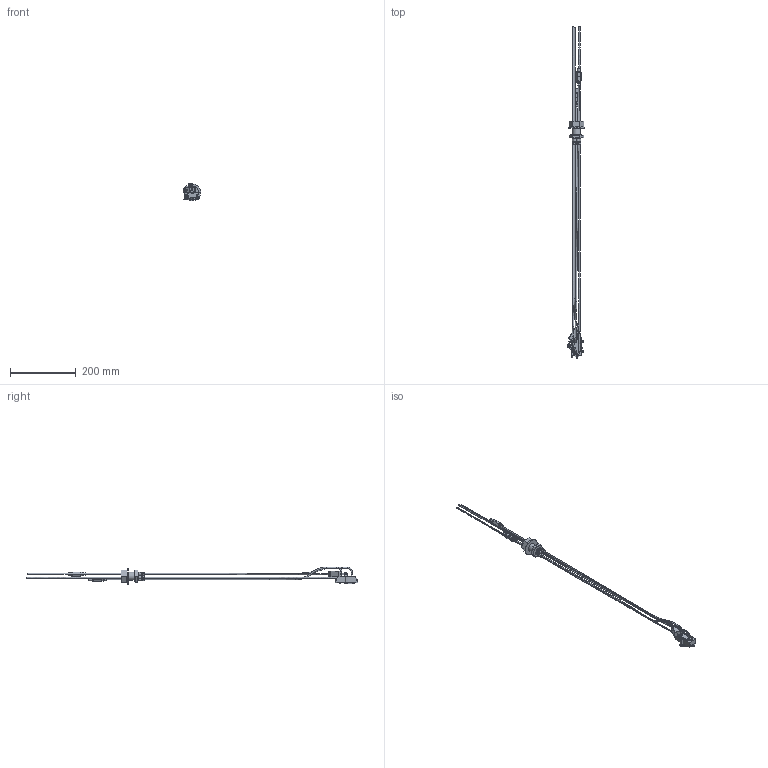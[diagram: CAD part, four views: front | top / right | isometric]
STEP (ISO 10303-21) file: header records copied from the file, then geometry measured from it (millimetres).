
FILE_DESCRIPTION(/* description */ ('Cool Drawer Standard Dual Sensor (CDD-AF38)'),/* implementation_level */ '2;1');
FILE_NAME(/* name */ 'CDD-AF38 - Cool Drawer Standard Dual Sensor (Outline Model rev.A).stp',/* time_stamp */ '2016-05-10T10:55:30-04:00',/* author */ ('Joel Plasencia'),/* organization */ ('INFICON'),/* preprocessor_version */ 'ST-DEVELOPER v11',/* originating_system */ 'SIEMENS PLM Software NX 7.5',/* authorisation */ 'Copyright© 2017 INFICON - ALL RIGHTS RESERVED');
FILE_SCHEMA (('AUTOMOTIVE_DESIGN { 1 0 10303 214 1 1 1 1 }'));
Products named in the file (1): CDD-AF38_A
Bounding box: 52.91 x 1012.45 x 52.95 mm (x, y, z)
Volume: 123835 mm3; surface area: 114293.4 mm2
Topology: 13 solids, 24 shells, 2266 faces, 5256 edges, 3143 vertices
Faces by surface type: plane 1516, cylinder 572, cone 125, torus 28, bspline 17, sphere 8
Full cylindrical faces by diameter (mm): 1.27 x2, 1.778 x2, 1.816 x1, 2.02 x5, 2.08 x1, 2.156 x1, 2.261 x8, 2.286 x5, 2.329 x5, 2.362 x2, 2.518 x1, 2.845 x9, 2.87 x1, 3.175 x15, 3.251 x2, 3.302 x4, 3.404 x5, 3.429 x10, 3.658 x2, 3.772 x1, 3.835 x2, 3.962 x5, 3.981 x2, 4.039 x2, 4.191 x3, 4.216 x1, 4.293 x1, 4.369 x1, 4.42 x1, 4.445 x4
Entity records: 73170 total; most frequent: CARTESIAN_POINT 16513, DIRECTION 10800, ORIENTED_EDGE 9694, EDGE_CURVE 4847, AXIS2_PLACEMENT_3D 4038, VERTEX_POINT 3008, LINE 2724, VECTOR 2724
